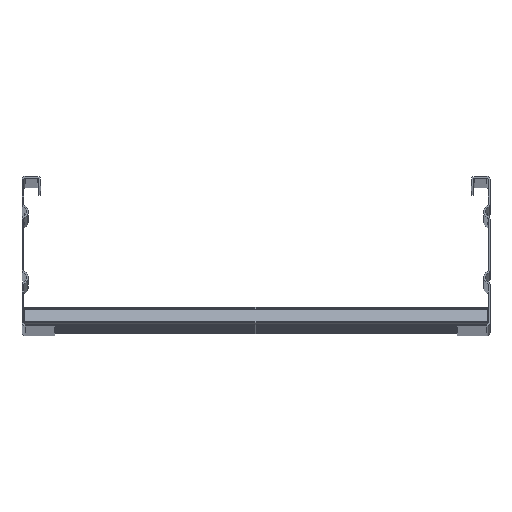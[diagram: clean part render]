
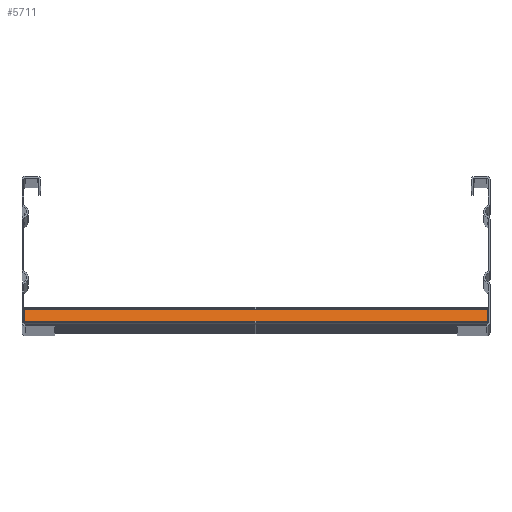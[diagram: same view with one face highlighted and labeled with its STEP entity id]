
A CAD part, top view. The second image highlights one B-rep face of the part: STEP entity #5711.
In plain terms, the highlighted face is planar.
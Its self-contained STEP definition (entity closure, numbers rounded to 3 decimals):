
#5020=DIRECTION('',(0.209,0.978,0.));
#5021=VECTOR('',#5020,13.292);
#5022=CARTESIAN_POINT('',(-32.771,-13.479,0.));
#5023=LINE('',#5022,#5021);
#5079=DIRECTION('',(-0.209,-0.978,0.));
#5080=VECTOR('',#5079,13.292);
#5081=CARTESIAN_POINT('',(-29.999,-0.479,494.));
#5082=LINE('',#5081,#5080);
#5186=DIRECTION('',(0.,0.,-1.));
#5187=VECTOR('',#5186,494.);
#5188=CARTESIAN_POINT('',(-32.771,-13.479,494.));
#5189=LINE('',#5188,#5187);
#5190=DIRECTION('',(0.,0.,1.));
#5191=VECTOR('',#5190,494.);
#5192=CARTESIAN_POINT('',(-29.999,-0.479,0.));
#5193=LINE('',#5192,#5191);
#5406=CARTESIAN_POINT('',(-29.999,-0.479,494.));
#5407=CARTESIAN_POINT('',(-32.771,-13.479,494.));
#5408=VERTEX_POINT('',#5406);
#5409=VERTEX_POINT('',#5407);
#5410=CARTESIAN_POINT('',(-29.999,-0.479,0.));
#5411=VERTEX_POINT('',#5410);
#5412=CARTESIAN_POINT('',(-32.771,-13.479,0.));
#5413=VERTEX_POINT('',#5412);
#5699=CARTESIAN_POINT('',(-32.771,-13.479,494.));
#5700=DIRECTION('',(0.978,-0.209,0.));
#5701=DIRECTION('',(0.209,0.978,0.));
#5702=AXIS2_PLACEMENT_3D('',#5699,#5700,#5701);
#5703=PLANE('',#5702);
#5704=ORIENTED_EDGE('',*,*,#5575,.T.);
#5705=ORIENTED_EDGE('',*,*,#5693,.T.);
#5706=ORIENTED_EDGE('',*,*,#5528,.T.);
#5708=ORIENTED_EDGE('',*,*,#5707,.T.);
#5709=EDGE_LOOP('',(#5704,#5705,#5706,#5708));
#5710=FACE_OUTER_BOUND('',#5709,.F.);
#5711=ADVANCED_FACE('',(#5710),#5703,.F.);
#5528=EDGE_CURVE('',#5413,#5411,#5023,.T.);
#5575=EDGE_CURVE('',#5408,#5409,#5082,.T.);
#5693=EDGE_CURVE('',#5409,#5413,#5189,.T.);
#5707=EDGE_CURVE('',#5411,#5408,#5193,.T.);
